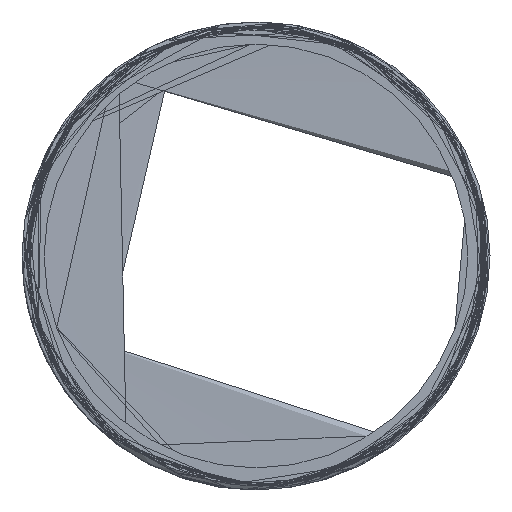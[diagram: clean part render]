
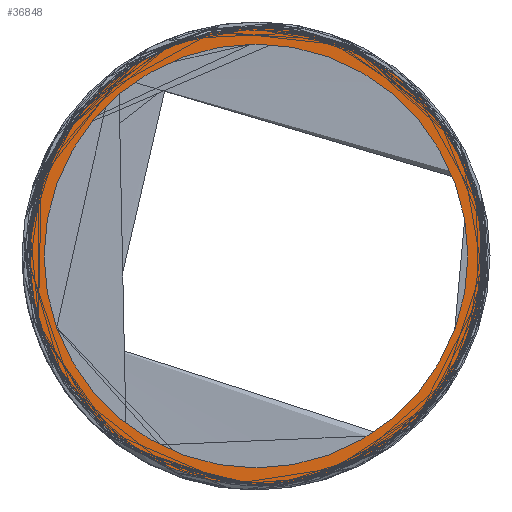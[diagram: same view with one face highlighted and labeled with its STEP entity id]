
A CAD part, left-side view. The second image highlights one B-rep face of the part: STEP entity #36848.
In plain terms, the highlighted planar face has unit normal (-1, 0, 0).
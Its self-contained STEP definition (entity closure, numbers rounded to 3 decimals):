
#427 = CARTESIAN_POINT ( 'NONE',  ( -15., 19.112, 7.6 ) ) ;
#468 = CARTESIAN_POINT ( 'NONE',  ( -15., 8.97, 18.515 ) ) ;
#481 = EDGE_CURVE ( 'NONE', #25027, #5422, #26440, .T. ) ;
#2261 = DIRECTION ( 'NONE',  ( 0., -1., 0. ) ) ;
#2391 = ORIENTED_EDGE ( 'NONE', *, *, #16344, .F. ) ;
#3441 = CARTESIAN_POINT ( 'NONE',  ( -15., 19.2, 0. ) ) ;
#3835 = ORIENTED_EDGE ( 'NONE', *, *, #5196, .F. ) ;
#4139 = CARTESIAN_POINT ( 'NONE',  ( -15., 0.572, 20.692 ) ) ;
#5196 = EDGE_CURVE ( 'NONE', #27948, #11825, #5577, .T. ) ;
#5422 = VERTEX_POINT ( 'NONE', #32384 ) ;
#5476 = CARTESIAN_POINT ( 'NONE',  ( -15., 20.228, 3.72 ) ) ;
#5577 = B_SPLINE_CURVE_WITH_KNOTS ( 'NONE', 3,
 ( #11518, #37630, #31805, #5731, #17509, #14598, #11711, #23502, #35295, #19647 ),
 .UNSPECIFIED., .F., .F.,
 ( 4, 2, 2, 2, 4 ),
 ( 0.03, 0.033, 0.036, 0.038, 0.041 ),
 .UNSPECIFIED. ) ;
#5667 = CARTESIAN_POINT ( 'NONE',  ( -15., 10.5, 17.634 ) ) ;
#5731 = CARTESIAN_POINT ( 'NONE',  ( -15., 13.159, -15.924 ) ) ;
#6661 = CARTESIAN_POINT ( 'NONE',  ( -15., 9.751, 18.098 ) ) ;
#8173 = AXIS2_PLACEMENT_3D ( 'NONE', #16577, #27796, #37074 ) ;
#8371 = CARTESIAN_POINT ( 'NONE',  ( -15., 18.88, -8.159 ) ) ;
#8561 = CARTESIAN_POINT ( 'NONE',  ( -15., 20.565, -0.304 ) ) ;
#8661 = DIRECTION ( 'NONE',  ( -1., 0., 0. ) ) ;
#8686 = ORIENTED_EDGE ( 'NONE', *, *, #29396, .F. ) ;
#10623 = EDGE_LOOP ( 'NONE', ( #16897, #26948 ) ) ;
#11461 = CARTESIAN_POINT ( 'NONE',  ( -15., 11.657, 16.945 ) ) ;
#11473 = DIRECTION ( 'NONE',  ( 0., -1., 0. ) ) ;
#11518 = CARTESIAN_POINT ( 'NONE',  ( -15., 10.299, -17.956 ) ) ;
#11662 = CARTESIAN_POINT ( 'NONE',  ( -15., 0., 0. ) ) ;
#11711 = CARTESIAN_POINT ( 'NONE',  ( -15., 15.62, -13.428 ) ) ;
#11825 = VERTEX_POINT ( 'NONE', #31021 ) ;
#12019 = CARTESIAN_POINT ( 'NONE',  ( -15., 20.11, -4.316 ) ) ;
#12213 = CARTESIAN_POINT ( 'NONE',  ( -15., 18.245, 9.422 ) ) ;
#12634 = CARTESIAN_POINT ( 'NONE',  ( -15., 2.317, 20.547 ) ) ;
#14139 = AXIS2_PLACEMENT_3D ( 'NONE', #11662, #23826, #11473 ) ;
#14354 = CARTESIAN_POINT ( 'NONE',  ( -15., 15.652, 13.343 ) ) ;
#14598 = CARTESIAN_POINT ( 'NONE',  ( -15., 15.044, -14.091 ) ) ;
#14719 = CIRCLE ( 'NONE', #31371, 20.7 ) ;
#15538 = CARTESIAN_POINT ( 'NONE',  ( -15., 10.5, 17.634 ) ) ;
#15924 = VERTEX_POINT ( 'NONE', #15538 ) ;
#16006 = PLANE ( 'NONE',  #8173 ) ;
#16016 = B_SPLINE_CURVE_WITH_KNOTS ( 'NONE', 3,
 ( #26950, #6661, #468, #35843, #21161, #18441, #30224, #12634, #24436, #22103, #4139 ),
 .UNSPECIFIED., .F., .F.,
 ( 4, 2, 1, 2, 2, 4 ),
 ( 0., 0.003, 0.005, 0.008, 0.009, 0.011 ),
 .UNSPECIFIED. ) ;
#16344 = EDGE_CURVE ( 'NONE', #11825, #15924, #24055, .T. ) ;
#16577 = CARTESIAN_POINT ( 'NONE',  ( -15., 19.2, 0. ) ) ;
#16897 = ORIENTED_EDGE ( 'NONE', *, *, #24458, .F. ) ;
#17254 = CARTESIAN_POINT ( 'NONE',  ( -15., 17.232, 11.168 ) ) ;
#17509 = CARTESIAN_POINT ( 'NONE',  ( -15., 13.816, -15.337 ) ) ;
#18441 = CARTESIAN_POINT ( 'NONE',  ( -15., 4.051, 20.262 ) ) ;
#19647 = CARTESIAN_POINT ( 'NONE',  ( -15., 17.613, -10.536 ) ) ;
#20168 = CARTESIAN_POINT ( 'NONE',  ( -15., 17.926, 10.016 ) ) ;
#20310 = AXIS2_PLACEMENT_3D ( 'NONE', #29319, #29124, #2261 ) ;
#20368 = CARTESIAN_POINT ( 'NONE',  ( -15., 17.613, -10.536 ) ) ;
#21161 = CARTESIAN_POINT ( 'NONE',  ( -15., 5.745, 19.855 ) ) ;
#21384 = EDGE_CURVE ( 'NONE', #27948, #33500, #14719, .T. ) ;
#22103 = CARTESIAN_POINT ( 'NONE',  ( -15., 1.008, 20.673 ) ) ;
#23255 = CARTESIAN_POINT ( 'NONE',  ( -15., 20.429, 2.383 ) ) ;
#23502 = CARTESIAN_POINT ( 'NONE',  ( -15., 16.686, -12.029 ) ) ;
#23813 = CARTESIAN_POINT ( 'NONE',  ( -15., 20.501, -1.653 ) ) ;
#23826 = DIRECTION ( 'NONE',  ( -1., 0., 0. ) ) ;
#24055 = B_SPLINE_CURVE_WITH_KNOTS ( 'NONE', 3,
 ( #20368, #32511, #8371, #29038, #12019, #23813, #8561, #23255, #5476, #26906, #427, #12213, #20168, #17254, #32131, #14354, #26151, #37961, #11461, #5667 ),
 .UNSPECIFIED., .F., .F.,
 ( 4, 2, 2, 2, 2, 2, 2, 2, 2, 4 ),
 ( 0., 0.004, 0.008, 0.012, 0.016, 0.02, 0.022, 0.024, 0.028, 0.032 ),
 .UNSPECIFIED. ) ;
#24436 = CARTESIAN_POINT ( 'NONE',  ( -15., 1.444, 20.641 ) ) ;
#24458 = EDGE_CURVE ( 'NONE', #5422, #25027, #30801, .T. ) ;
#25027 = VERTEX_POINT ( 'NONE', #3441 ) ;
#25282 = FACE_OUTER_BOUND ( 'NONE', #30734, .T. ) ;
#26151 = CARTESIAN_POINT ( 'NONE',  ( -15., 14.742, 14.342 ) ) ;
#26440 = CIRCLE ( 'NONE', #20310, 19.2 ) ;
#26906 = CARTESIAN_POINT ( 'NONE',  ( -15., 19.57, 6.328 ) ) ;
#26948 = ORIENTED_EDGE ( 'NONE', *, *, #481, .F. ) ;
#26950 = CARTESIAN_POINT ( 'NONE',  ( -15., 10.5, 17.634 ) ) ;
#27796 = DIRECTION ( 'NONE',  ( 1., 0., 0. ) ) ;
#27948 = VERTEX_POINT ( 'NONE', #37672 ) ;
#29038 = CARTESIAN_POINT ( 'NONE',  ( -15., 19.783, -5.625 ) ) ;
#29124 = DIRECTION ( 'NONE',  ( -1., 0., 0. ) ) ;
#29319 = CARTESIAN_POINT ( 'NONE',  ( -15., 0., 0. ) ) ;
#29396 = EDGE_CURVE ( 'NONE', #15924, #33500, #16016, .T. ) ;
#30224 = CARTESIAN_POINT ( 'NONE',  ( -15., 2.755, 20.486 ) ) ;
#30734 = EDGE_LOOP ( 'NONE', ( #8686, #2391, #3835, #37278 ) ) ;
#30801 = CIRCLE ( 'NONE', #14139, 19.2 ) ;
#31021 = CARTESIAN_POINT ( 'NONE',  ( -15., 17.613, -10.536 ) ) ;
#31253 = FACE_BOUND ( 'NONE', #10623, .T. ) ;
#31371 = AXIS2_PLACEMENT_3D ( 'NONE', #35148, #8661, #32609 ) ;
#31805 = CARTESIAN_POINT ( 'NONE',  ( -15., 11.777, -17.009 ) ) ;
#32131 = CARTESIAN_POINT ( 'NONE',  ( -15., 16.858, 11.725 ) ) ;
#32384 = CARTESIAN_POINT ( 'NONE',  ( -15., -19.2, 0. ) ) ;
#32511 = CARTESIAN_POINT ( 'NONE',  ( -15., 18.303, -9.381 ) ) ;
#32609 = DIRECTION ( 'NONE',  ( 0., -1., 0. ) ) ;
#33500 = VERTEX_POINT ( 'NONE', #38019 ) ;
#35148 = CARTESIAN_POINT ( 'NONE',  ( -15., 0., 0. ) ) ;
#35295 = CARTESIAN_POINT ( 'NONE',  ( -15., 17.172, -11.298 ) ) ;
#35843 = CARTESIAN_POINT ( 'NONE',  ( -15., 7.374, 19.239 ) ) ;
#36848 = ADVANCED_FACE ( 'NONE', ( #31253, #25282 ), #16006, .F. ) ;
#37074 = DIRECTION ( 'NONE',  ( 0., 1., 0. ) ) ;
#37278 = ORIENTED_EDGE ( 'NONE', *, *, #21384, .T. ) ;
#37630 = CARTESIAN_POINT ( 'NONE',  ( -15., 11.054, -17.505 ) ) ;
#37672 = CARTESIAN_POINT ( 'NONE',  ( -15., 10.299, -17.956 ) ) ;
#37961 = CARTESIAN_POINT ( 'NONE',  ( -15., 12.744, 16.144 ) ) ;
#38019 = CARTESIAN_POINT ( 'NONE',  ( -15., 0.572, 20.692 ) ) ;
